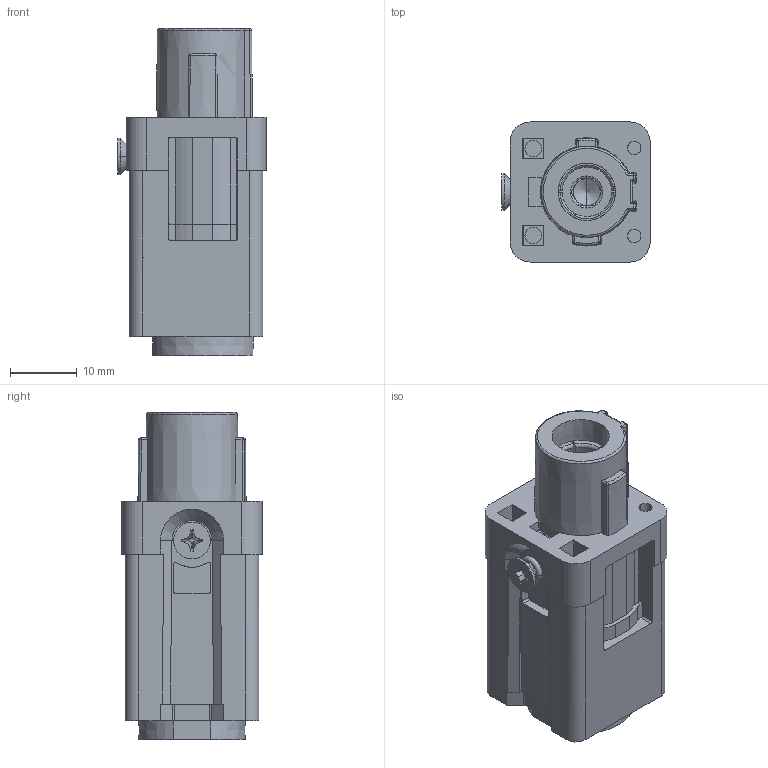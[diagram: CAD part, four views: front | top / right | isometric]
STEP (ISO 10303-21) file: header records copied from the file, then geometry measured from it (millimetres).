
FILE_DESCRIPTION((''),'2;1');
FILE_NAME('FFFF','2024-01-02T',('lj.zou'),(''),'PRO/ENGINEER BY PARAMETRIC TECHNOLOGY CORPORATION, 2012480','PRO/ENGINEER BY PARAMETRIC TECHNOLOGY CORPORATION, 2012480','');
FILE_SCHEMA(('CONFIG_CONTROL_DESIGN'));
Length unit declared in the file: millimetre
Products named in the file (1): FFFF
Bounding box: 22.18 x 20.95 x 48.9 mm (x, y, z)
Volume: 10718.9 mm3; surface area: 8245 mm2
Topology: 2 solids, 9 shells, 502 faces, 1468 edges, 986 vertices
Faces by surface type: plane 211, cylinder 124, cone 79, bspline 60, torus 20, sphere 8
Entity records: 20367 total; most frequent: CARTESIAN_POINT 7686, ORIENTED_EDGE 2858, DIRECTION 2333, EDGE_CURVE 1456, VERTEX_POINT 986, AXIS2_PLACEMENT_3D 858, VECTOR 617, LINE 617
